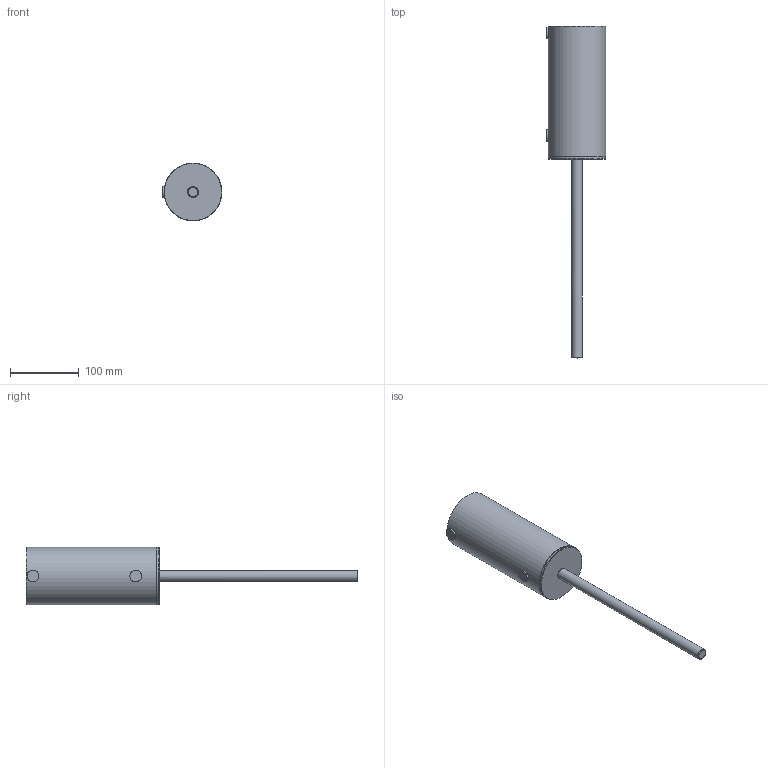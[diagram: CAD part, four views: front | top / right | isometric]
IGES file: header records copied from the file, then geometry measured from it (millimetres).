
Global section: file name: ON-XX-505-00-00-K_Vereinfachen_1; native system: Autodesk Inventor 2022; preprocessor: unknown; author: R. Madlener; date: 20211209.085502; units: millimetre
Bounding box: 87.01 x 484.5 x 84.01 mm (x, y, z)
Volume: 1137795.7 mm3; surface area: 78380.9 mm2
Topology: 3 solids, 3 shells, 20 faces, 46 edges, 35 vertices
Faces by surface type: bspline 20
